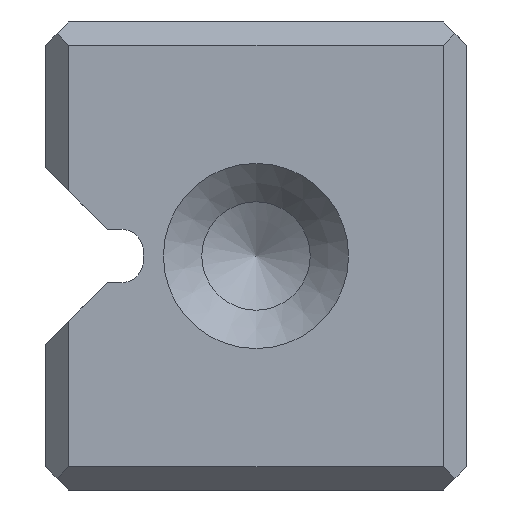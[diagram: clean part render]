
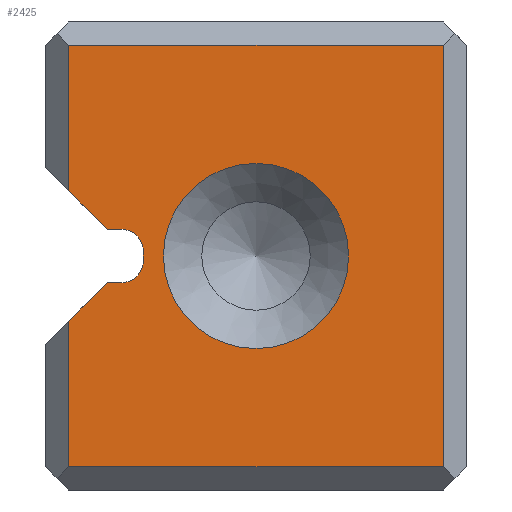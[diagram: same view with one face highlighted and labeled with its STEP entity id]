
A CAD part, left-side view. The second image highlights one B-rep face of the part: STEP entity #2425.
In plain terms, the highlighted planar face has unit normal (-1, 0, 0).
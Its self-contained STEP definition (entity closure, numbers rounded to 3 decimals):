
#2425=ADVANCED_FACE('',(#3215,#3216),#2758,.T.);
#2758=PLANE('',#8161);
#2986=CIRCLE('',#8158,4.35);
#2987=CIRCLE('',#8159,1.);
#2988=CIRCLE('',#8160,1.);
#3215=FACE_BOUND('',#3297,.T.);
#3216=FACE_BOUND('',#3298,.T.);
#3297=EDGE_LOOP('',(#3887));
#3298=EDGE_LOOP('',(#3888,#3889,#3890,#3891,#3892,#3893,#3894,#3895,#3896,
#3897,#3898,#3899));
#3887=ORIENTED_EDGE('',*,*,#6199,.T.);
#3888=ORIENTED_EDGE('',*,*,#6200,.T.);
#3889=ORIENTED_EDGE('',*,*,#6201,.T.);
#3890=ORIENTED_EDGE('',*,*,#6202,.T.);
#3891=ORIENTED_EDGE('',*,*,#6203,.T.);
#3892=ORIENTED_EDGE('',*,*,#6204,.T.);
#3893=ORIENTED_EDGE('',*,*,#6205,.T.);
#3894=ORIENTED_EDGE('',*,*,#6206,.T.);
#3895=ORIENTED_EDGE('',*,*,#6207,.T.);
#3896=ORIENTED_EDGE('',*,*,#6208,.T.);
#3897=ORIENTED_EDGE('',*,*,#6209,.F.);
#3898=ORIENTED_EDGE('',*,*,#6210,.F.);
#3899=ORIENTED_EDGE('',*,*,#6211,.T.);
#5615=VERTEX_POINT('',#10319);
#5616=VERTEX_POINT('',#10321);
#5617=VERTEX_POINT('',#10322);
#5618=VERTEX_POINT('',#10324);
#5619=VERTEX_POINT('',#10326);
#5620=VERTEX_POINT('',#10328);
#5621=VERTEX_POINT('',#10330);
#5622=VERTEX_POINT('',#10332);
#5623=VERTEX_POINT('',#10334);
#5624=VERTEX_POINT('',#10336);
#5625=VERTEX_POINT('',#10338);
#5626=VERTEX_POINT('',#10340);
#5627=VERTEX_POINT('',#10342);
#6199=EDGE_CURVE('',#5615,#5615,#2986,.T.);
#6200=EDGE_CURVE('',#5616,#5617,#6985,.T.);
#6201=EDGE_CURVE('',#5617,#5618,#6986,.T.);
#6202=EDGE_CURVE('',#5618,#5619,#6987,.T.);
#6203=EDGE_CURVE('',#5619,#5620,#6988,.T.);
#6204=EDGE_CURVE('',#5620,#5621,#6989,.T.);
#6205=EDGE_CURVE('',#5621,#5622,#6990,.T.);
#6206=EDGE_CURVE('',#5622,#5623,#2987,.T.);
#6207=EDGE_CURVE('',#5623,#5624,#6991,.T.);
#6208=EDGE_CURVE('',#5624,#5625,#2988,.T.);
#6209=EDGE_CURVE('',#5626,#5625,#6992,.T.);
#6210=EDGE_CURVE('',#5627,#5626,#6993,.T.);
#6211=EDGE_CURVE('',#5627,#5616,#6994,.T.);
#6985=LINE('',#10320,#7647);
#6986=LINE('',#10323,#7648);
#6987=LINE('',#10325,#7649);
#6988=LINE('',#10327,#7650);
#6989=LINE('',#10329,#7651);
#6990=LINE('',#10331,#7652);
#6991=LINE('',#10335,#7653);
#6992=LINE('',#10339,#7654);
#6993=LINE('',#10341,#7655);
#6994=LINE('',#10343,#7656);
#7647=VECTOR('',#8585,1.);
#7648=VECTOR('',#8586,1.);
#7649=VECTOR('',#8587,1.);
#7650=VECTOR('',#8588,1.);
#7651=VECTOR('',#8589,1.);
#7652=VECTOR('',#8590,1.);
#7653=VECTOR('',#8593,1.);
#7654=VECTOR('',#8596,1.);
#7655=VECTOR('',#8597,1.);
#7656=VECTOR('',#8598,1.);
#8158=AXIS2_PLACEMENT_3D('',#10318,#8583,#8584);
#8159=AXIS2_PLACEMENT_3D('',#10333,#8591,#8592);
#8160=AXIS2_PLACEMENT_3D('',#10337,#8594,#8595);
#8161=AXIS2_PLACEMENT_3D('',#10344,#8599,#8600);
#8583=DIRECTION('',(1.,0.,0.));
#8584=DIRECTION('',(0.,0.,-1.));
#8585=DIRECTION('',(0.,-1.,0.));
#8586=DIRECTION('',(0.,0.,1.));
#8587=DIRECTION('',(0.,1.,0.));
#8588=DIRECTION('',(0.,0.,-1.));
#8589=DIRECTION('',(0.,-0.707,-0.707));
#8590=DIRECTION('',(0.,-1.,0.));
#8591=DIRECTION('',(1.,0.,0.));
#8592=DIRECTION('',(0.,0.,1.));
#8593=DIRECTION('',(0.,0.,-1.));
#8594=DIRECTION('',(1.,0.,0.));
#8595=DIRECTION('',(0.,0.,1.));
#8596=DIRECTION('',(0.,-1.,0.));
#8597=DIRECTION('',(0.,-0.707,0.707));
#8598=DIRECTION('',(0.,0.,-1.));
#8599=DIRECTION('',(-1.,0.,0.));
#8600=DIRECTION('',(0.,0.,-1.));
#10318=CARTESIAN_POINT('',(0.,9.9,11.));
#10319=CARTESIAN_POINT('',(0.,9.9,6.65));
#10320=CARTESIAN_POINT('',(0.,9.9,1.1));
#10321=CARTESIAN_POINT('',(0.,18.7,1.1));
#10322=CARTESIAN_POINT('',(0.,1.1,1.1));
#10323=CARTESIAN_POINT('',(0.,1.1,0.));
#10324=CARTESIAN_POINT('',(0.,1.1,20.9));
#10325=CARTESIAN_POINT('',(0.,9.9,20.9));
#10326=CARTESIAN_POINT('',(0.,18.7,20.9));
#10327=CARTESIAN_POINT('',(0.,18.7,0.));
#10328=CARTESIAN_POINT('',(0.,18.7,14.064));
#10329=CARTESIAN_POINT('',(0.,19.8,15.164));
#10330=CARTESIAN_POINT('',(0.,16.886,12.25));
#10331=CARTESIAN_POINT('',(0.,15.2,12.25));
#10332=CARTESIAN_POINT('',(0.,16.2,12.25));
#10333=CARTESIAN_POINT('',(0.,16.2,11.25));
#10334=CARTESIAN_POINT('',(0.,15.2,11.25));
#10335=CARTESIAN_POINT('',(0.,15.2,12.25));
#10336=CARTESIAN_POINT('',(0.,15.2,10.75));
#10337=CARTESIAN_POINT('',(0.,16.2,10.75));
#10338=CARTESIAN_POINT('',(0.,16.2,9.75));
#10339=CARTESIAN_POINT('',(0.,15.2,9.75));
#10340=CARTESIAN_POINT('',(0.,16.886,9.75));
#10341=CARTESIAN_POINT('',(0.,19.8,6.836));
#10342=CARTESIAN_POINT('',(0.,18.7,7.936));
#10343=CARTESIAN_POINT('',(0.,18.7,0.));
#10344=CARTESIAN_POINT('',(0.,9.9,0.));
